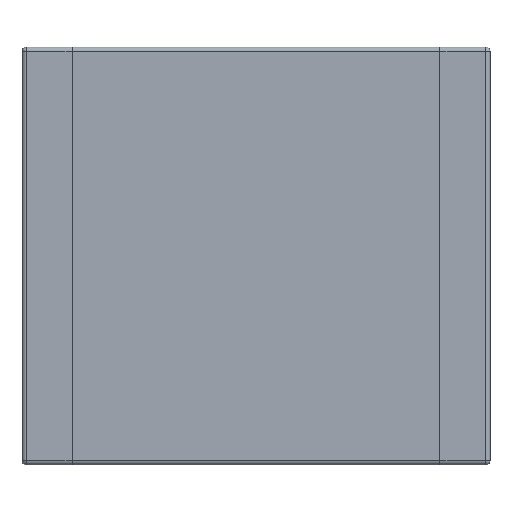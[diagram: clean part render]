
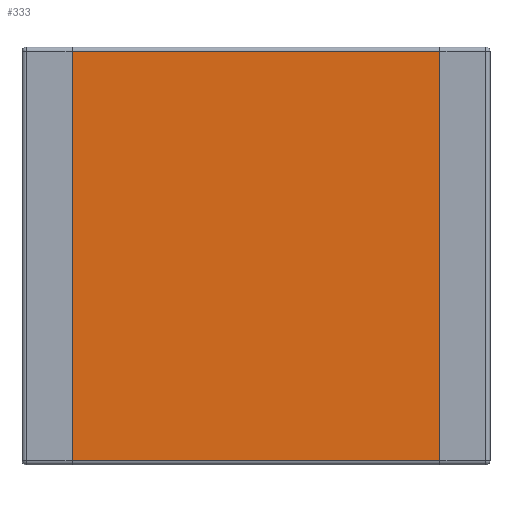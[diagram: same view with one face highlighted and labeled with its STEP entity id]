
A CAD part, front view. The second image highlights one B-rep face of the part: STEP entity #333.
In plain terms, the highlighted planar face has unit normal (0, -1, 0).
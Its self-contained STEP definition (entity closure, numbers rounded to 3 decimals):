
#31 = EDGE_CURVE ( 'NONE', #68, #32, #452, .T. ) ;
#32 = VERTEX_POINT ( 'NONE', #448 ) ;
#68 = VERTEX_POINT ( 'NONE', #517 ) ;
#143 = VERTEX_POINT ( 'NONE', #790 ) ;
#326 = EDGE_CURVE ( 'NONE', #341, #143, #1410, .T. ) ;
#330 = ORIENTED_EDGE ( 'NONE', *, *, #326, .F. ) ;
#331 = ORIENTED_EDGE ( 'NONE', *, *, #1167, .T. ) ;
#332 = EDGE_LOOP ( 'NONE', ( #330, #331, #1168, #1169 ) ) ;
#333 = ADVANCED_FACE ( 'NONE', ( #1464 ), #1449, .T. ) ;
#341 = VERTEX_POINT ( 'NONE', #1477 ) ;
#448 = CARTESIAN_POINT ( 'NONE',  ( 2.2, 0., -2.45 ) ) ;
#449 = DIRECTION ( 'NONE',  ( 0., 0., -1. ) ) ;
#450 = VECTOR ( 'NONE', #449, 1000. ) ;
#451 = CARTESIAN_POINT ( 'NONE',  ( 2.2, 0., -2.5 ) ) ;
#452 = LINE ( 'NONE', #451, #450 ) ;
#517 = CARTESIAN_POINT ( 'NONE',  ( 2.2, 0., 2.45 ) ) ;
#790 = CARTESIAN_POINT ( 'NONE',  ( -2.2, 0., 2.45 ) ) ;
#1167 = EDGE_CURVE ( 'NONE', #341, #32, #1476, .T. ) ;
#1168 = ORIENTED_EDGE ( 'NONE', *, *, #31, .F. ) ;
#1169 = ORIENTED_EDGE ( 'NONE', *, *, #1170, .T. ) ;
#1170 = EDGE_CURVE ( 'NONE', #68, #143, #1471, .T. ) ;
#1410 = LINE ( 'NONE', #1467, #1466 ) ;
#1445 = DIRECTION ( 'NONE',  ( 0., 0., -1. ) ) ;
#1446 = DIRECTION ( 'NONE',  ( 0., -1., 0. ) ) ;
#1447 = CARTESIAN_POINT ( 'NONE',  ( 2.8, 0., -2.5 ) ) ;
#1448 = AXIS2_PLACEMENT_3D ( 'NONE', #1447, #1446, #1445 ) ;
#1449 = PLANE ( 'NONE',  #1448 ) ;
#1464 = FACE_OUTER_BOUND ( 'NONE', #332, .T. ) ;
#1465 = DIRECTION ( 'NONE',  ( 0., 0., 1. ) ) ;
#1466 = VECTOR ( 'NONE', #1465, 1000. ) ;
#1467 = CARTESIAN_POINT ( 'NONE',  ( -2.2, 0., -2.5 ) ) ;
#1468 = DIRECTION ( 'NONE',  ( -1., 0., 0. ) ) ;
#1469 = VECTOR ( 'NONE', #1468, 1000. ) ;
#1470 = CARTESIAN_POINT ( 'NONE',  ( -2.8, 0., 2.45 ) ) ;
#1471 = LINE ( 'NONE', #1470, #1469 ) ;
#1473 = DIRECTION ( 'NONE',  ( 1., 0., 0. ) ) ;
#1474 = VECTOR ( 'NONE', #1473, 1000. ) ;
#1475 = CARTESIAN_POINT ( 'NONE',  ( 2.8, 0., -2.45 ) ) ;
#1476 = LINE ( 'NONE', #1475, #1474 ) ;
#1477 = CARTESIAN_POINT ( 'NONE',  ( -2.2, 0., -2.45 ) ) ;
